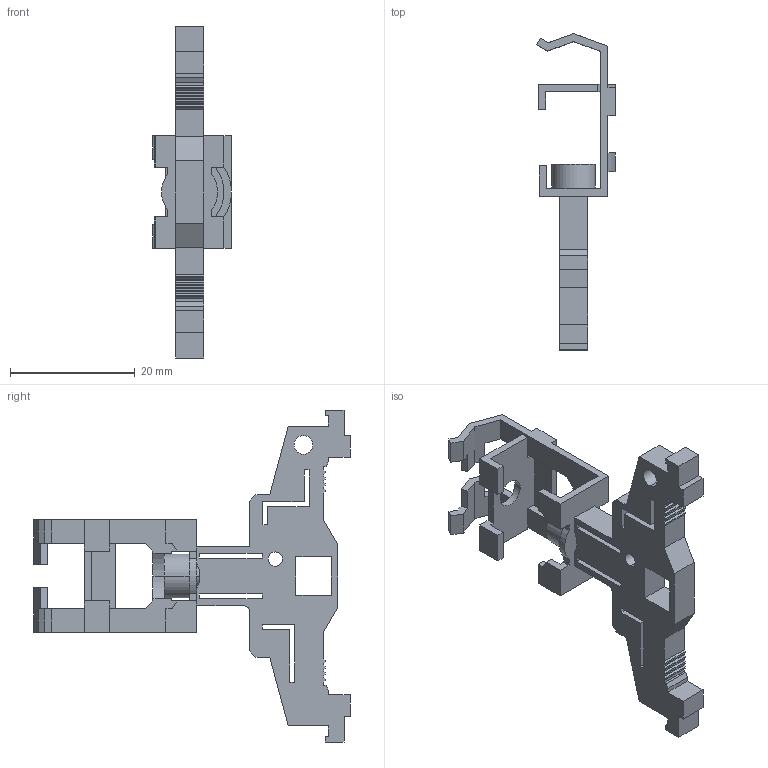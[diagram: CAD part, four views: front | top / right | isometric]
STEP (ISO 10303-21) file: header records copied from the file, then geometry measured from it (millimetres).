
FILE_DESCRIPTION(('SolidDesigner STEP Export'),'2;1');
FILE_NAME('1571_0_SAB_8_F_TS35_iso.stp','2011-03-10T13:55:00',(''),(''),'CoCreate Modeling STEP processor for AP214 (Solid Model)','CoCreate Modeling 16.00A 16-Aug-2008 (C) Parametric Technology GmbH','');
FILE_SCHEMA(('AUTOMOTIVE_DESIGN { 1 0 10303 214 1 1 1 1 }'));
Length unit declared in the file: millimetre
Products named in the file (2): 1571_0_SAB_8_F_TS35_iso
Assembly tree (1 placements, depth 2):
  1571_0_SAB_8_F_TS35_iso
    1571_0_SAB_8_F_TS35_iso
Bounding box: 12.63 x 50.69 x 53.17 mm (x, y, z)
Volume: 3553.7 mm3; surface area: 4535.7 mm2
Topology: 1 solids, 1 shells, 213 faces, 631 edges, 418 vertices
Faces by surface type: plane 194, cylinder 19
Entity records: 8290 total; most frequent: ORIENTED_EDGE 1262, CARTESIAN_POINT 1148, DIRECTION 941, EDGE_CURVE 631, VECTOR 519, LINE 519, VERTEX_POINT 418, EDGE_LOOP 235
